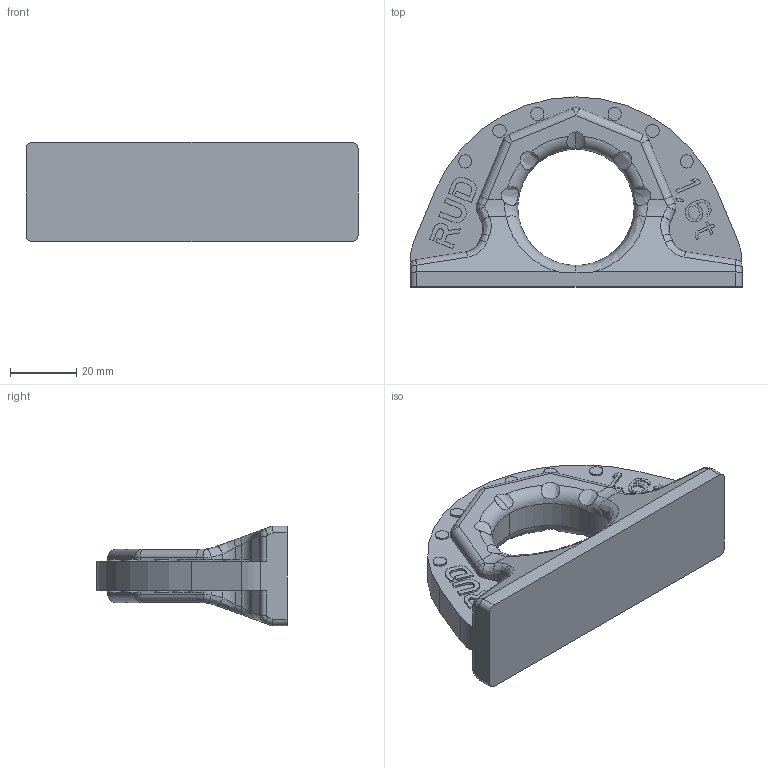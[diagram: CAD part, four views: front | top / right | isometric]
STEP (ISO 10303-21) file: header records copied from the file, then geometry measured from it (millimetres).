
FILE_DESCRIPTION((''),'2;1');
FILE_NAME('001-M33970-P1','2010-09-17T',('Rehwagena'),(''),'PRO/ENGINEER BY PARAMETRIC TECHNOLOGY CORPORATION, 2010140','PRO/ENGINEER BY PARAMETRIC TECHNOLOGY CORPORATION, 2010140','');
FILE_SCHEMA(('CONFIG_CONTROL_DESIGN'));
Length unit declared in the file: millimetre
Products named in the file (1): 001-M33970-P1
Bounding box: 100 x 57.25 x 30 mm (x, y, z)
Volume: 59938.4 mm3; surface area: 15522.8 mm2
Topology: 1 solids, 1 shells, 400 faces, 1049 edges, 678 vertices
Faces by surface type: plane 251, cylinder 97, bspline 38, extrusion 12, torus 2
Entity records: 13916 total; most frequent: CARTESIAN_POINT 4184, ORIENTED_EDGE 2098, DIRECTION 1865, EDGE_CURVE 1049, VECTOR 765, LINE 753, VERTEX_POINT 678, AXIS2_PLACEMENT_3D 550
